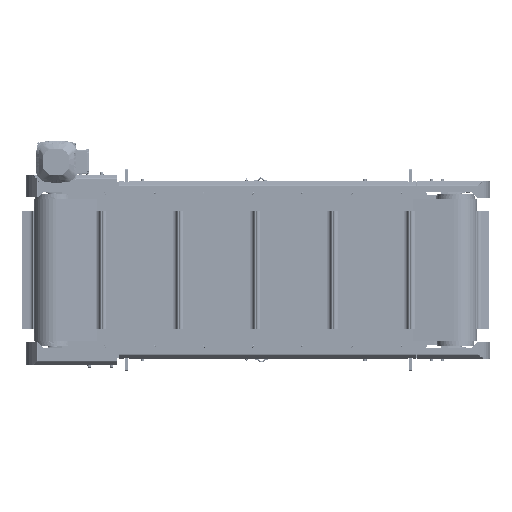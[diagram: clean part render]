
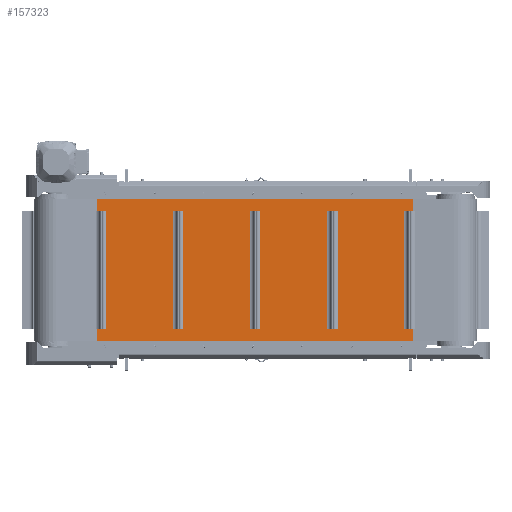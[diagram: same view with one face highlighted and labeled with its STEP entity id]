
A CAD part, left-side view. The second image highlights one B-rep face of the part: STEP entity #157323.
In plain terms, the highlighted planar face has unit normal (-1, 0, 0).
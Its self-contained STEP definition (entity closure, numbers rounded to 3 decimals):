
#3300=FACE_BOUND('',#48522,.T.);
#3301=FACE_BOUND('',#48523,.T.);
#3302=FACE_BOUND('',#48524,.T.);
#4734=PLANE('',#166617);
#10201=LINE('',#224165,#24080);
#10207=LINE('',#224181,#24086);
#10220=LINE('',#224210,#24099);
#10222=LINE('',#224215,#24101);
#10226=LINE('',#224222,#24105);
#10227=LINE('',#224226,#24106);
#10231=LINE('',#224234,#24110);
#10244=LINE('',#224268,#24123);
#10246=LINE('',#224271,#24125);
#10247=LINE('',#224275,#24126);
#10251=LINE('',#224283,#24130);
#10264=LINE('',#224317,#24143);
#10266=LINE('',#224320,#24145);
#10267=LINE('',#224324,#24146);
#10271=LINE('',#224332,#24150);
#10284=LINE('',#224366,#24163);
#10286=LINE('',#224369,#24165);
#10287=LINE('',#224373,#24166);
#10305=LINE('',#224418,#24184);
#10308=LINE('',#224422,#24187);
#10309=LINE('',#224425,#24188);
#10310=LINE('',#224426,#24189);
#10311=LINE('',#224428,#24190);
#10312=LINE('',#224429,#24191);
#24080=VECTOR('',#181582,10.);
#24086=VECTOR('',#181594,10.);
#24099=VECTOR('',#181623,10.);
#24101=VECTOR('',#181629,10.);
#24105=VECTOR('',#181633,10.);
#24106=VECTOR('',#181636,10.);
#24110=VECTOR('',#181642,10.);
#24123=VECTOR('',#181675,10.);
#24125=VECTOR('',#181679,10.);
#24126=VECTOR('',#181682,10.);
#24130=VECTOR('',#181688,10.);
#24143=VECTOR('',#181721,10.);
#24145=VECTOR('',#181725,10.);
#24146=VECTOR('',#181728,10.);
#24150=VECTOR('',#181734,10.);
#24163=VECTOR('',#181767,10.);
#24165=VECTOR('',#181771,10.);
#24166=VECTOR('',#181774,10.);
#24184=VECTOR('',#181814,10.);
#24187=VECTOR('',#181819,10.);
#24188=VECTOR('',#181822,10.);
#24189=VECTOR('',#181823,10.);
#24190=VECTOR('',#181824,10.);
#24191=VECTOR('',#181825,10.);
#39756=FACE_OUTER_BOUND('',#48521,.T.);
#48521=EDGE_LOOP('',(#105665,#105666,#105667,#105668,#105669,#105670,#105671,
#105672,#105673,#105674,#105675,#105676));
#48522=EDGE_LOOP('',(#105677,#105678,#105679,#105680));
#48523=EDGE_LOOP('',(#105681,#105682,#105683,#105684));
#48524=EDGE_LOOP('',(#105685,#105686,#105687,#105688));
#66059=VERTEX_POINT('',#224161);
#66061=VERTEX_POINT('',#224164);
#66068=VERTEX_POINT('',#224180);
#66076=VERTEX_POINT('',#224207);
#66077=VERTEX_POINT('',#224214);
#66080=VERTEX_POINT('',#224220);
#66081=VERTEX_POINT('',#224224);
#66082=VERTEX_POINT('',#224225);
#66085=VERTEX_POINT('',#224233);
#66096=VERTEX_POINT('',#224267);
#66097=VERTEX_POINT('',#224273);
#66098=VERTEX_POINT('',#224274);
#66101=VERTEX_POINT('',#224282);
#66112=VERTEX_POINT('',#224316);
#66113=VERTEX_POINT('',#224322);
#66114=VERTEX_POINT('',#224323);
#66117=VERTEX_POINT('',#224331);
#66128=VERTEX_POINT('',#224365);
#66129=VERTEX_POINT('',#224371);
#66130=VERTEX_POINT('',#224372);
#66145=VERTEX_POINT('',#224416);
#66146=VERTEX_POINT('',#224417);
#66147=VERTEX_POINT('',#224424);
#66148=VERTEX_POINT('',#224427);
#81250=EDGE_CURVE('',#66061,#66059,#10201,.T.);
#81258=EDGE_CURVE('',#66068,#66061,#10207,.T.);
#81273=EDGE_CURVE('',#66076,#66068,#10220,.T.);
#81275=EDGE_CURVE('',#66077,#66076,#10222,.T.);
#81279=EDGE_CURVE('',#66059,#66080,#10226,.T.);
#81280=EDGE_CURVE('',#66081,#66082,#10227,.T.);
#81284=EDGE_CURVE('',#66085,#66081,#10231,.T.);
#81301=EDGE_CURVE('',#66096,#66085,#10244,.T.);
#81303=EDGE_CURVE('',#66082,#66096,#10246,.T.);
#81304=EDGE_CURVE('',#66097,#66098,#10247,.T.);
#81308=EDGE_CURVE('',#66101,#66097,#10251,.T.);
#81325=EDGE_CURVE('',#66112,#66101,#10264,.T.);
#81327=EDGE_CURVE('',#66098,#66112,#10266,.T.);
#81328=EDGE_CURVE('',#66113,#66114,#10267,.T.);
#81332=EDGE_CURVE('',#66117,#66113,#10271,.T.);
#81349=EDGE_CURVE('',#66128,#66117,#10284,.T.);
#81351=EDGE_CURVE('',#66114,#66128,#10286,.T.);
#81352=EDGE_CURVE('',#66129,#66130,#10287,.T.);
#81374=EDGE_CURVE('',#66145,#66146,#10305,.T.);
#81377=EDGE_CURVE('',#66130,#66145,#10308,.T.);
#81378=EDGE_CURVE('',#66147,#66080,#10309,.T.);
#81379=EDGE_CURVE('',#66147,#66129,#10310,.T.);
#81380=EDGE_CURVE('',#66146,#66148,#10311,.T.);
#81381=EDGE_CURVE('',#66077,#66148,#10312,.T.);
#105665=ORIENTED_EDGE('',*,*,#81250,.T.);
#105666=ORIENTED_EDGE('',*,*,#81279,.T.);
#105667=ORIENTED_EDGE('',*,*,#81378,.F.);
#105668=ORIENTED_EDGE('',*,*,#81379,.T.);
#105669=ORIENTED_EDGE('',*,*,#81352,.T.);
#105670=ORIENTED_EDGE('',*,*,#81377,.T.);
#105671=ORIENTED_EDGE('',*,*,#81374,.T.);
#105672=ORIENTED_EDGE('',*,*,#81380,.T.);
#105673=ORIENTED_EDGE('',*,*,#81381,.F.);
#105674=ORIENTED_EDGE('',*,*,#81275,.T.);
#105675=ORIENTED_EDGE('',*,*,#81273,.T.);
#105676=ORIENTED_EDGE('',*,*,#81258,.T.);
#105677=ORIENTED_EDGE('',*,*,#81284,.T.);
#105678=ORIENTED_EDGE('',*,*,#81280,.T.);
#105679=ORIENTED_EDGE('',*,*,#81303,.T.);
#105680=ORIENTED_EDGE('',*,*,#81301,.T.);
#105681=ORIENTED_EDGE('',*,*,#81308,.T.);
#105682=ORIENTED_EDGE('',*,*,#81304,.T.);
#105683=ORIENTED_EDGE('',*,*,#81327,.T.);
#105684=ORIENTED_EDGE('',*,*,#81325,.T.);
#105685=ORIENTED_EDGE('',*,*,#81332,.T.);
#105686=ORIENTED_EDGE('',*,*,#81328,.T.);
#105687=ORIENTED_EDGE('',*,*,#81351,.T.);
#105688=ORIENTED_EDGE('',*,*,#81349,.T.);
#157323=ADVANCED_FACE('',(#39756,#3300,#3301,#3302),#4734,.T.);
#166617=AXIS2_PLACEMENT_3D('',#224423,#181820,#181821);
#181582=DIRECTION('',(0.,-1.,0.));
#181594=DIRECTION('',(0.,0.,1.));
#181623=DIRECTION('',(0.,1.,0.));
#181629=DIRECTION('',(0.,0.,1.));
#181633=DIRECTION('',(0.,0.,1.));
#181636=DIRECTION('',(0.,0.,1.));
#181642=DIRECTION('',(0.,1.,0.));
#181675=DIRECTION('',(0.,0.,-1.));
#181679=DIRECTION('',(0.,-1.,0.));
#181682=DIRECTION('',(0.,0.,1.));
#181688=DIRECTION('',(0.,1.,0.));
#181721=DIRECTION('',(0.,0.,-1.));
#181725=DIRECTION('',(0.,-1.,0.));
#181728=DIRECTION('',(0.,0.,1.));
#181734=DIRECTION('',(0.,1.,0.));
#181767=DIRECTION('',(0.,0.,-1.));
#181771=DIRECTION('',(0.,-1.,0.));
#181774=DIRECTION('',(0.,-1.,0.));
#181814=DIRECTION('',(0.,1.,0.));
#181819=DIRECTION('',(0.,0.,-1.));
#181820=DIRECTION('center_axis',(-1.,0.,0.));
#181821=DIRECTION('ref_axis',(0.,-1.,0.));
#181822=DIRECTION('',(0.,-1.,0.));
#181823=DIRECTION('',(0.,0.,-1.));
#181824=DIRECTION('',(0.,0.,-1.));
#181825=DIRECTION('',(0.,1.,0.));
#224161=CARTESIAN_POINT('',(-157.35,-702.901,250.));
#224164=CARTESIAN_POINT('',(-157.35,-663.9,250.));
#224165=CARTESIAN_POINT('',(-157.35,-22.9,250.));
#224180=CARTESIAN_POINT('',(-157.35,-663.9,-250.));
#224181=CARTESIAN_POINT('',(-157.35,-663.9,0.));
#224207=CARTESIAN_POINT('',(-157.35,-702.901,-250.));
#224210=CARTESIAN_POINT('',(-157.35,-22.9,-250.));
#224214=CARTESIAN_POINT('',(-157.35,-702.901,-300.));
#224215=CARTESIAN_POINT('',(-157.35,-702.901,0.));
#224220=CARTESIAN_POINT('',(-157.35,-702.901,300.));
#224222=CARTESIAN_POINT('',(-157.35,-702.901,0.));
#224224=CARTESIAN_POINT('',(-157.35,-336.643,-250.));
#224225=CARTESIAN_POINT('',(-157.35,-336.643,250.));
#224226=CARTESIAN_POINT('',(-157.35,-336.643,0.));
#224233=CARTESIAN_POINT('',(-157.35,-380.643,-250.));
#224234=CARTESIAN_POINT('',(-157.35,140.729,-250.));
#224267=CARTESIAN_POINT('',(-157.35,-380.643,250.));
#224268=CARTESIAN_POINT('',(-157.35,-380.643,0.));
#224271=CARTESIAN_POINT('',(-157.35,140.729,250.));
#224273=CARTESIAN_POINT('',(-157.35,-9.385,-250.));
#224274=CARTESIAN_POINT('',(-157.35,-9.385,250.));
#224275=CARTESIAN_POINT('',(-157.35,-9.385,0.));
#224282=CARTESIAN_POINT('',(-157.35,-53.385,-250.));
#224283=CARTESIAN_POINT('',(-157.35,304.358,-250.));
#224316=CARTESIAN_POINT('',(-157.35,-53.385,250.));
#224317=CARTESIAN_POINT('',(-157.35,-53.385,0.));
#224320=CARTESIAN_POINT('',(-157.35,304.358,250.));
#224322=CARTESIAN_POINT('',(-157.35,317.872,-250.));
#224323=CARTESIAN_POINT('',(-157.35,317.872,250.));
#224324=CARTESIAN_POINT('',(-157.35,317.872,0.));
#224331=CARTESIAN_POINT('',(-157.35,273.872,-250.));
#224332=CARTESIAN_POINT('',(-157.35,467.986,-250.));
#224365=CARTESIAN_POINT('',(-157.35,273.872,250.));
#224366=CARTESIAN_POINT('',(-157.35,273.872,0.));
#224369=CARTESIAN_POINT('',(-157.35,467.986,250.));
#224371=CARTESIAN_POINT('',(-157.35,640.101,250.));
#224372=CARTESIAN_POINT('',(-157.35,601.129,250.));
#224373=CARTESIAN_POINT('',(-157.35,631.615,250.));
#224416=CARTESIAN_POINT('',(-157.35,601.129,-250.));
#224417=CARTESIAN_POINT('',(-157.35,640.101,-250.));
#224418=CARTESIAN_POINT('',(-157.35,631.615,-250.));
#224422=CARTESIAN_POINT('',(-157.35,601.129,0.));
#224423=CARTESIAN_POINT('Origin',(-157.35,640.101,0.));
#224424=CARTESIAN_POINT('',(-157.35,640.101,300.));
#224425=CARTESIAN_POINT('',(-157.35,640.101,300.));
#224426=CARTESIAN_POINT('',(-157.35,640.101,0.));
#224427=CARTESIAN_POINT('',(-157.35,640.101,-300.));
#224428=CARTESIAN_POINT('',(-157.35,640.101,0.));
#224429=CARTESIAN_POINT('',(-157.35,640.101,-300.));
